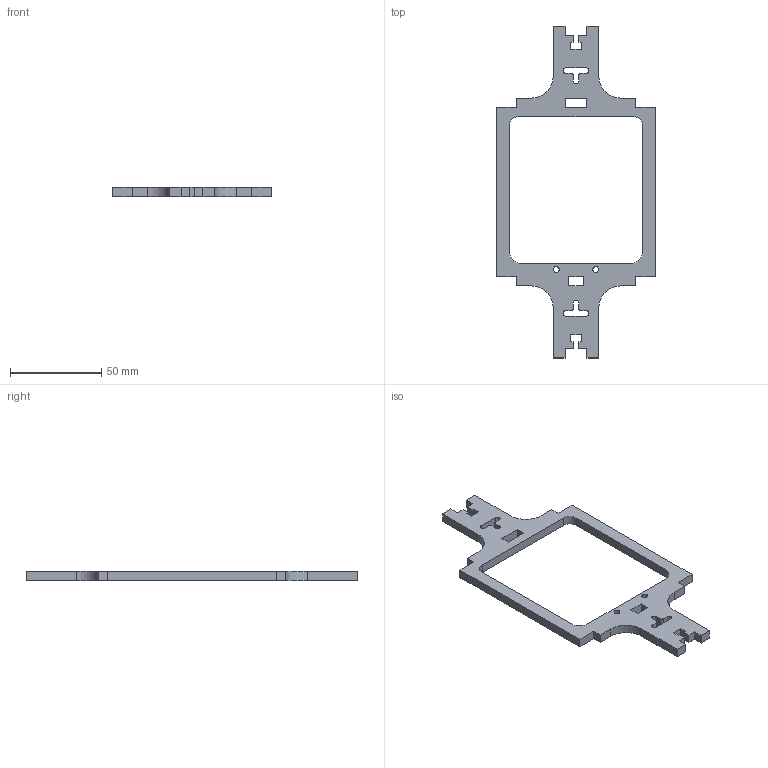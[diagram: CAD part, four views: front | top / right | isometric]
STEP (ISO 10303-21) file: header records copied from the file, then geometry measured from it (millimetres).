
FILE_DESCRIPTION(/* description */ (''),/* implementation_level */ '2;1');
FILE_NAME(/* name */ 'Top_baseplate.step',/* time_stamp */ '2025-12-07T16:22:05+01:00',/* author */ (''),/* organization */ (''),/* preprocessor_version */ 'ST-DEVELOPER v20.1',/* originating_system */ 'Autodesk Translation Framework v14.21.0.0',/* authorisation */ '');
FILE_SCHEMA (('AUTOMOTIVE_DESIGN { 1 0 10303 214 3 1 1 }'));
Length unit declared in the file: millimetre
Products named in the file (1): Top_baseplate
Bounding box: 87 x 182 x 5 mm (x, y, z)
Volume: 22860.6 mm3; surface area: 14329 mm2
Topology: 1 solids, 1 shells, 90 faces, 264 edges, 176 vertices
Faces by surface type: plane 68, cylinder 22
Full cylindrical faces by diameter (mm): 3.2 x2
Entity records: 3040 total; most frequent: CARTESIAN_POINT 531, ORIENTED_EDGE 528, DIRECTION 490, EDGE_CURVE 264, LINE 220, VECTOR 220, VERTEX_POINT 176, AXIS2_PLACEMENT_3D 135
